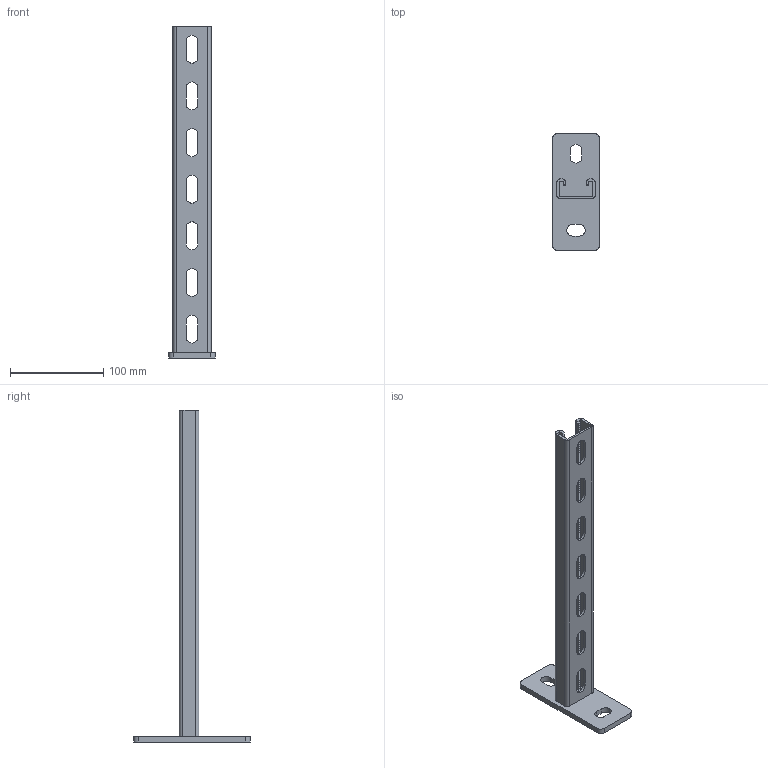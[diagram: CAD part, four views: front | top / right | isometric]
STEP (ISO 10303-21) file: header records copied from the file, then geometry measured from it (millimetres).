
FILE_DESCRIPTION (( 'STEP AP203' ), '1' );
FILE_NAME ('ÊÈÂÀ 207.03.00ÑÁ_Êîíñîëü Strut îäèíàðíàÿ_h21 L300.step', '2022-01-27T09:18:30', ( '' ), ( '' ), 'SwSTEP 2.0', 'SolidWorks 2017', '' );
FILE_SCHEMA (( 'CONFIG_CONTROL_DESIGN' ));
Length unit declared in the file: millimetre
Products named in the file (3): ÊÈÂÀ 207.03.00ÑÁ_Êîíñîëü Strut îäèíàðíàÿ_h21 L300; ÊÈÂÀ 207.03.01 Ïÿòêà êîíñîëè ¹1; STRUT-镳铘桦黖h21-350
Assembly tree (2 placements, depth 2):
  ÊÈÂÀ 207.03.00ÑÁ_Êîíñîëü Strut îäèíàðíàÿ_h21 L300
    ÊÈÂÀ 207.03.01 Ïÿòêà êîíñîëè ¹1
    STRUT-镳铘桦黖h21-350
Bounding box: 50 x 125 x 356 mm (x, y, z)
Volume: 110382.4 mm3; surface area: 80130.7 mm2
Topology: 2 solids, 2 shells, 630 faces, 1877 edges, 1251 vertices
Faces by surface type: plane 601, cylinder 29
Entity records: 21092 total; most frequent: CARTESIAN_POINT 3763, ORIENTED_EDGE 3754, DIRECTION 3205, EDGE_CURVE 1877, VECTOR 1819, LINE 1819, VERTEX_POINT 1251, AXIS2_PLACEMENT_3D 693
